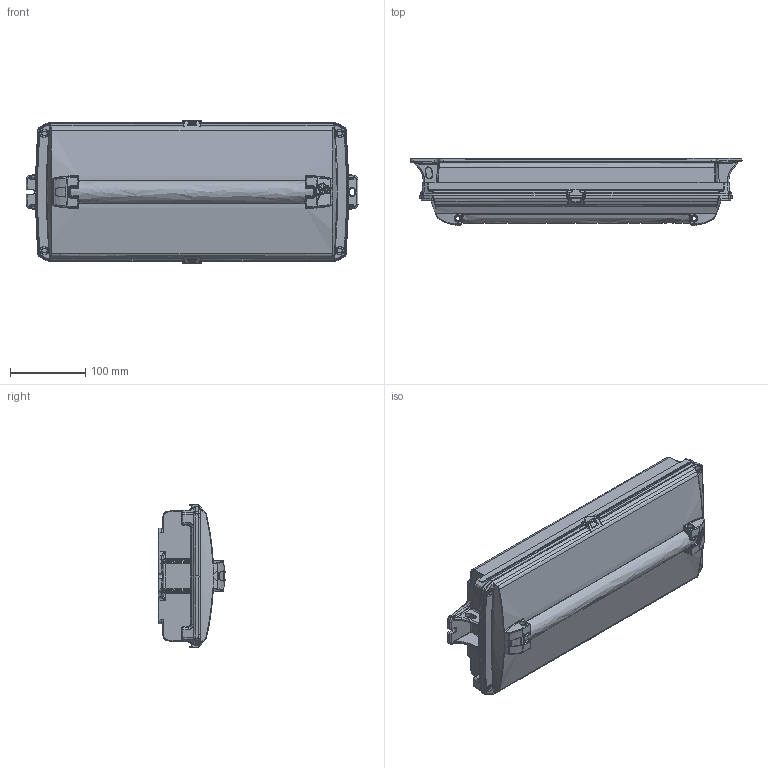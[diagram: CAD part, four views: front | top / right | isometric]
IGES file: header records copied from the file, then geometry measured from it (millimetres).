
Start section: SolidWorks IGES file using analytic representation for surfaces
Global section: file name: 2019-07-23_6102_Diffusor.IGS; native system: SolidWorks 2018; preprocessor: SolidWorks 2018; author: voigtma; date: 190723.102704; units: millimetre
Bounding box: 440.28 x 89.54 x 190.82 mm (x, y, z)
Surface area: 252254.9 mm2 (no closed solid volume)
Topology: 0 solids, 0 shells, 1607 faces, 14391 edges, 14345 vertices
Faces by surface type: bspline 1046, revolution 561
